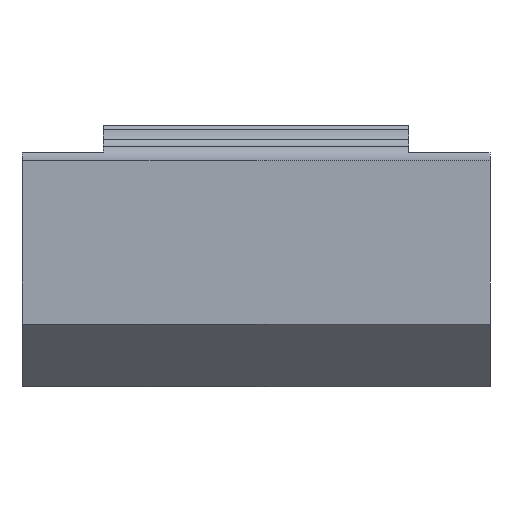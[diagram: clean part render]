
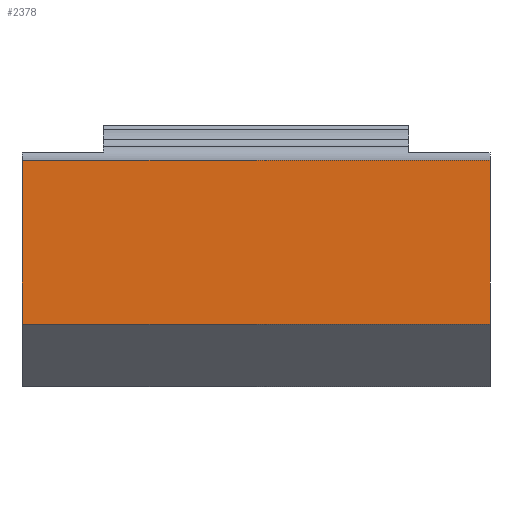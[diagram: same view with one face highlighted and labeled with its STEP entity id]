
A CAD part, front view. The second image highlights one B-rep face of the part: STEP entity #2378.
In plain terms, the highlighted planar face has unit normal (0, -1, 0).
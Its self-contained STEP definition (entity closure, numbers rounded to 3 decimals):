
#111=B_SPLINE_CURVE_WITH_KNOTS('',1,(#4059,#4060,#4061,#4062),
 .UNSPECIFIED.,.F.,.F.,(2,1,1,2),(-0.125,0.,1.,1.125),
 .PIECEWISE_BEZIER_KNOTS.);
#497=ORIENTED_EDGE('',*,*,#1261,.F.);
#498=ORIENTED_EDGE('',*,*,#1262,.T.);
#499=ORIENTED_EDGE('',*,*,#1263,.T.);
#500=ORIENTED_EDGE('',*,*,#1264,.T.);
#1261=EDGE_CURVE('',#1643,#1644,#1757,.T.);
#1262=EDGE_CURVE('',#1643,#1645,#111,.T.);
#1263=EDGE_CURVE('',#1645,#1646,#1758,.F.);
#1264=EDGE_CURVE('',#1646,#1644,#1759,.F.);
#1643=VERTEX_POINT('',#4057);
#1644=VERTEX_POINT('',#4058);
#1645=VERTEX_POINT('',#4063);
#1646=VERTEX_POINT('',#4065);
#1757=LINE('',#4056,#1933);
#1758=LINE('',#4064,#1934);
#1759=LINE('',#4066,#1935);
#1933=VECTOR('',#3180,1000.);
#1934=VECTOR('',#3181,1000.);
#1935=VECTOR('',#3182,1000.);
#2074=EDGE_LOOP('',(#497,#498,#499,#500));
#2210=FACE_BOUND('',#2074,.T.);
#2346=PLANE('',#2662);
#2378=ADVANCED_FACE('',(#2210),#2346,.T.);
#2662=AXIS2_PLACEMENT_3D('',#4055,#3178,#3179);
#3178=DIRECTION('',(0.,-1.,0.));
#3179=DIRECTION('',(1.,0.,0.));
#3180=DIRECTION('',(0.,0.,-1.));
#3181=DIRECTION('',(0.,0.,1.));
#3182=DIRECTION('',(-1.,0.,0.));
#4055=CARTESIAN_POINT('',(-224.701,-9.2,8.499));
#4056=CARTESIAN_POINT('',(-211.2,-9.2,6.999));
#4057=CARTESIAN_POINT('',(-211.2,-9.2,12.246));
#4058=CARTESIAN_POINT('',(-211.2,-9.2,7.));
#4059=CARTESIAN_POINT('',(-211.2,-9.2,12.246));
#4060=CARTESIAN_POINT('',(-212.7,-9.2,12.246));
#4061=CARTESIAN_POINT('',(-224.7,-9.2,12.246));
#4062=CARTESIAN_POINT('',(-226.2,-9.2,12.246));
#4063=CARTESIAN_POINT('',(-226.2,-9.2,12.246));
#4064=CARTESIAN_POINT('',(-226.2,-9.2,6.999));
#4065=CARTESIAN_POINT('',(-226.2,-9.2,7.));
#4066=CARTESIAN_POINT('',(-226.201,-9.2,7.));
